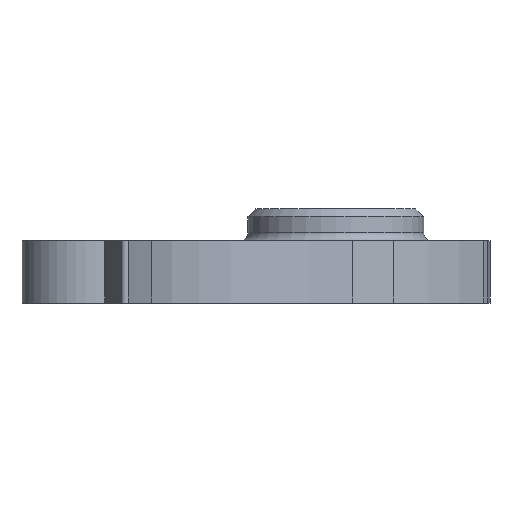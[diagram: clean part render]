
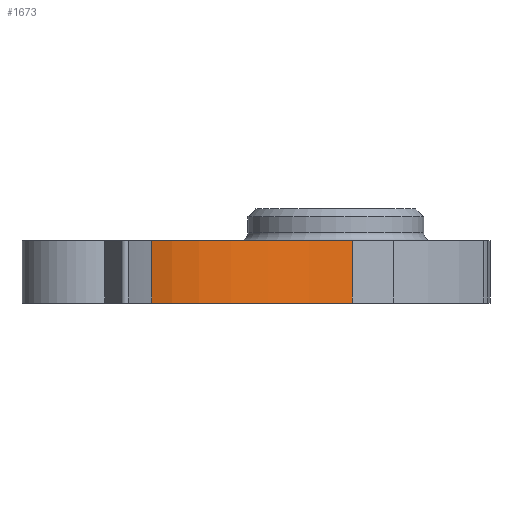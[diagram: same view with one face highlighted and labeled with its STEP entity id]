
A CAD part, front view. The second image highlights one B-rep face of the part: STEP entity #1673.
In plain terms, the highlighted cylindrical face has radius 32.203 mm (diameter 64.407 mm), a partial arc.
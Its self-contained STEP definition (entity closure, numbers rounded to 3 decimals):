
#168 = DIRECTION ( 'NONE',  ( 0., 0., -1. ) ) ;
#180 = AXIS2_PLACEMENT_3D ( 'NONE', #359, #1029, #1550 ) ;
#309 = LINE ( 'NONE', #883, #604 ) ;
#359 = CARTESIAN_POINT ( 'NONE',  ( 6.47, -47.389, 15.4 ) ) ;
#367 = ORIENTED_EDGE ( 'NONE', *, *, #1018, .F. ) ;
#480 = LINE ( 'NONE', #1430, #1082 ) ;
#523 = EDGE_CURVE ( 'NONE', #996, #1650, #480, .T. ) ;
#526 = DIRECTION ( 'NONE',  ( 0., 0., -1. ) ) ;
#575 = DIRECTION ( 'NONE',  ( 0., 0., -1. ) ) ;
#598 = FACE_OUTER_BOUND ( 'NONE', #1580, .T. ) ;
#604 = VECTOR ( 'NONE', #1014, 1000. ) ;
#622 = ORIENTED_EDGE ( 'NONE', *, *, #994, .T. ) ;
#645 = ORIENTED_EDGE ( 'NONE', *, *, #523, .F. ) ;
#664 = VERTEX_POINT ( 'NONE', #1349 ) ;
#703 = CARTESIAN_POINT ( 'NONE',  ( 6.47, -47.389, 102.731 ) ) ;
#715 = ORIENTED_EDGE ( 'NONE', *, *, #1536, .T. ) ;
#717 = VERTEX_POINT ( 'NONE', #752 ) ;
#744 = CARTESIAN_POINT ( 'NONE',  ( 2.047, -15.49, 15.4 ) ) ;
#752 = CARTESIAN_POINT ( 'NONE',  ( -23.28, -35.06, 7.5 ) ) ;
#821 = CIRCLE ( 'NONE', #1605, 32.203 ) ;
#883 = CARTESIAN_POINT ( 'NONE',  ( -23.28, -35.06, 102.731 ) ) ;
#887 = DIRECTION ( 'NONE',  ( 1., 0., 0. ) ) ;
#962 = CIRCLE ( 'NONE', #180, 32.203 ) ;
#994 = EDGE_CURVE ( 'NONE', #664, #717, #309, .T. ) ;
#996 = VERTEX_POINT ( 'NONE', #744 ) ;
#1014 = DIRECTION ( 'NONE',  ( 0., 0., -1. ) ) ;
#1018 = EDGE_CURVE ( 'NONE', #664, #996, #962, .T. ) ;
#1029 = DIRECTION ( 'NONE',  ( 0., 0., -1. ) ) ;
#1082 = VECTOR ( 'NONE', #526, 1000. ) ;
#1167 = CARTESIAN_POINT ( 'NONE',  ( 2.047, -15.49, 7.5 ) ) ;
#1207 = DIRECTION ( 'NONE',  ( -1., 0., 0. ) ) ;
#1275 = CARTESIAN_POINT ( 'NONE',  ( 6.47, -47.389, 7.5 ) ) ;
#1349 = CARTESIAN_POINT ( 'NONE',  ( -23.28, -35.06, 15.4 ) ) ;
#1430 = CARTESIAN_POINT ( 'NONE',  ( 2.047, -15.49, 102.731 ) ) ;
#1473 = AXIS2_PLACEMENT_3D ( 'NONE', #703, #575, #1207 ) ;
#1536 = EDGE_CURVE ( 'NONE', #717, #1650, #821, .T. ) ;
#1550 = DIRECTION ( 'NONE',  ( 1., 0., 0. ) ) ;
#1580 = EDGE_LOOP ( 'NONE', ( #367, #622, #715, #645 ) ) ;
#1587 = CYLINDRICAL_SURFACE ( 'NONE', #1473, 32.203 ) ;
#1605 = AXIS2_PLACEMENT_3D ( 'NONE', #1275, #168, #887 ) ;
#1650 = VERTEX_POINT ( 'NONE', #1167 ) ;
#1673 = ADVANCED_FACE ( 'NONE', ( #598 ), #1587, .F. ) ;
